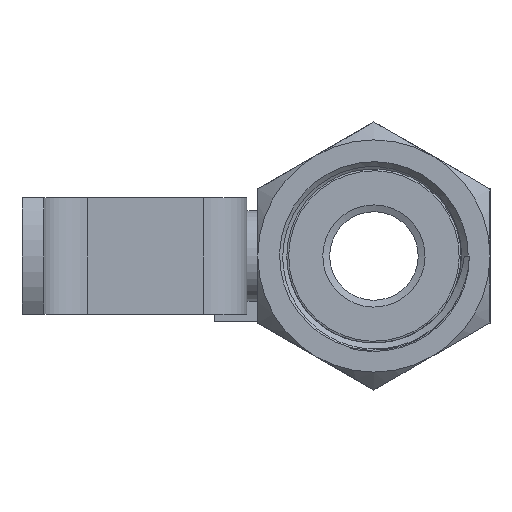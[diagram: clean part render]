
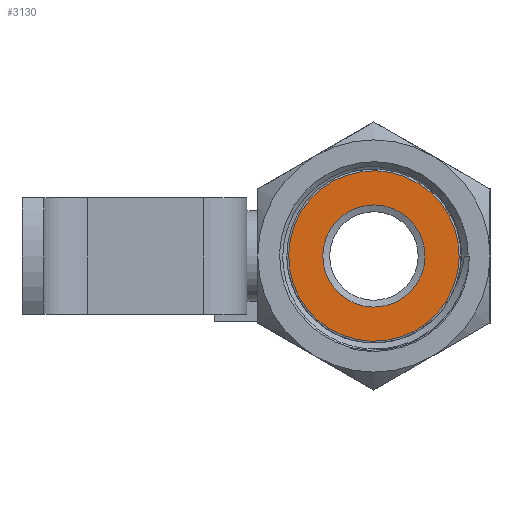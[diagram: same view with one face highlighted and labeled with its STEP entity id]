
A CAD part, left-side view. The second image highlights one B-rep face of the part: STEP entity #3130.
In plain terms, the highlighted planar face has unit normal (-1, 0, 0).
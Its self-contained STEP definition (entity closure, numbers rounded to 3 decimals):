
#475=PLANE('',#3390);
#1028=ORIENTED_EDGE('',*,*,#1867,.F.);
#1029=ORIENTED_EDGE('',*,*,#1868,.T.);
#1867=EDGE_CURVE('',#2342,#2342,#2595,.T.);
#1868=EDGE_CURVE('',#2343,#2343,#2596,.T.);
#2342=VERTEX_POINT('',#13417);
#2343=VERTEX_POINT('',#13419);
#2595=CIRCLE('',#3391,7.044);
#2596=CIRCLE('',#3392,11.75);
#2717=EDGE_LOOP('',(#1028));
#2718=EDGE_LOOP('',(#1029));
#2916=FACE_BOUND('',#2717,.T.);
#2917=FACE_BOUND('',#2718,.T.);
#3130=ADVANCED_FACE('',(#2916,#2917),#475,.T.);
#3390=AXIS2_PLACEMENT_3D('',#13415,#3704,#3705);
#3391=AXIS2_PLACEMENT_3D('',#13416,#3706,#3707);
#3392=AXIS2_PLACEMENT_3D('',#13418,#3708,#3709);
#3704=DIRECTION('',(-1.,0.,0.));
#3705=DIRECTION('',(0.,0.753,0.658));
#3706=DIRECTION('',(-1.,0.,0.));
#3707=DIRECTION('',(0.,0.753,0.658));
#3708=DIRECTION('',(-1.,0.,0.));
#3709=DIRECTION('',(0.,0.753,0.658));
#13415=CARTESIAN_POINT('',(-13.05,0.,0.));
#13416=CARTESIAN_POINT('',(-13.05,0.,0.));
#13417=CARTESIAN_POINT('',(-13.05,5.301,4.638));
#13418=CARTESIAN_POINT('',(-13.05,0.,0.));
#13419=CARTESIAN_POINT('',(-13.05,8.843,7.737));
